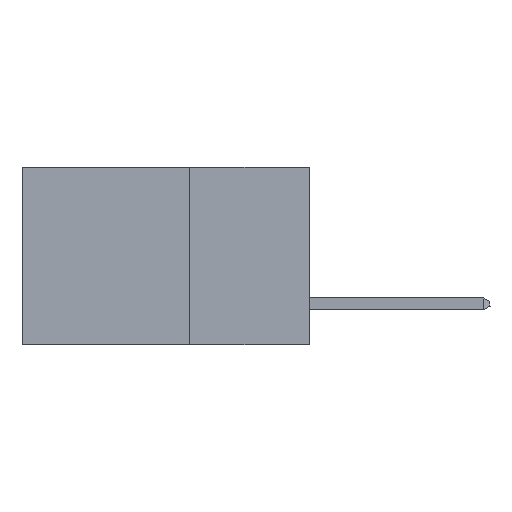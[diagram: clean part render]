
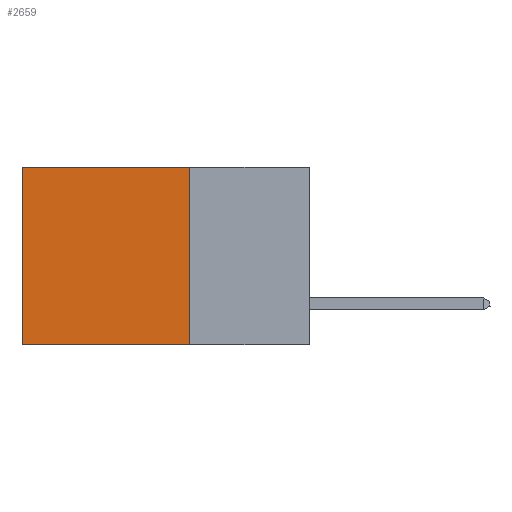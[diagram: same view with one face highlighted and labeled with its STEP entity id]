
A CAD part, left-side view. The second image highlights one B-rep face of the part: STEP entity #2659.
In plain terms, the highlighted planar face has unit normal (-1, 0, 0).
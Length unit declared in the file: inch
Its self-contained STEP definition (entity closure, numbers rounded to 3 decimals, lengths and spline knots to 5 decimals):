
#254 = VERTEX_POINT ( 'NONE', #2340 ) ;
#1704 = EDGE_CURVE ( 'NONE', #3955, #8229, #5565, .T. ) ;
#2234 = DIRECTION ( 'NONE',  ( 1., 0., 0. ) ) ;
#2326 = DIRECTION ( 'NONE',  ( 0., 0., -1. ) ) ;
#2340 = CARTESIAN_POINT ( 'NONE',  ( 0.2875, 0.25, -0.37 ) ) ;
#2659 = ADVANCED_FACE ( 'NONE', ( #3389 ), #9254, .F. ) ;
#3389 = FACE_OUTER_BOUND ( 'NONE', #11653, .T. ) ;
#3955 = VERTEX_POINT ( 'NONE', #11710 ) ;
#4288 = LINE ( 'NONE', #6487, #6960 ) ;
#4524 = AXIS2_PLACEMENT_3D ( 'NONE', #9154, #2234, #2326 ) ;
#4593 = DIRECTION ( 'NONE',  ( 0., 1., 0. ) ) ;
#5565 = LINE ( 'NONE', #6260, #14766 ) ;
#6260 = CARTESIAN_POINT ( 'NONE',  ( 0.2875, 0.6, 0. ) ) ;
#6487 = CARTESIAN_POINT ( 'NONE',  ( 0.2875, 0.25, 0. ) ) ;
#6488 = CARTESIAN_POINT ( 'NONE',  ( 0.2875, 0.25, 0. ) ) ;
#6632 = VECTOR ( 'NONE', #4593, 39.37008 ) ;
#6725 = ORIENTED_EDGE ( 'NONE', *, *, #10818, .F. ) ;
#6960 = VECTOR ( 'NONE', #14625, 39.37008 ) ;
#7238 = ORIENTED_EDGE ( 'NONE', *, *, #13641, .T. ) ;
#7467 = CARTESIAN_POINT ( 'NONE',  ( 0.2875, 0.25, 0. ) ) ;
#7926 = VERTEX_POINT ( 'NONE', #7467 ) ;
#8146 = CARTESIAN_POINT ( 'NONE',  ( 0.2875, 0.25, -0.37 ) ) ;
#8229 = VERTEX_POINT ( 'NONE', #11351 ) ;
#9154 = CARTESIAN_POINT ( 'NONE',  ( 0.2875, 0.25, 0. ) ) ;
#9254 = PLANE ( 'NONE',  #4524 ) ;
#9404 = ORIENTED_EDGE ( 'NONE', *, *, #1704, .T. ) ;
#10818 = EDGE_CURVE ( 'NONE', #7926, #254, #13528, .T. ) ;
#10848 = DIRECTION ( 'NONE',  ( 0., 0., -1. ) ) ;
#11088 = EDGE_CURVE ( 'NONE', #254, #8229, #14232, .T. ) ;
#11351 = CARTESIAN_POINT ( 'NONE',  ( 0.2875, 0.6, -0.37 ) ) ;
#11653 = EDGE_LOOP ( 'NONE', ( #9404, #12311, #6725, #7238 ) ) ;
#11710 = CARTESIAN_POINT ( 'NONE',  ( 0.2875, 0.6, 0. ) ) ;
#12311 = ORIENTED_EDGE ( 'NONE', *, *, #11088, .F. ) ;
#13164 = VECTOR ( 'NONE', #13284, 39.37008 ) ;
#13284 = DIRECTION ( 'NONE',  ( 0., 0., -1. ) ) ;
#13528 = LINE ( 'NONE', #6488, #13164 ) ;
#13641 = EDGE_CURVE ( 'NONE', #7926, #3955, #4288, .T. ) ;
#14232 = LINE ( 'NONE', #8146, #6632 ) ;
#14625 = DIRECTION ( 'NONE',  ( 0., 1., 0. ) ) ;
#14766 = VECTOR ( 'NONE', #10848, 39.37008 ) ;
